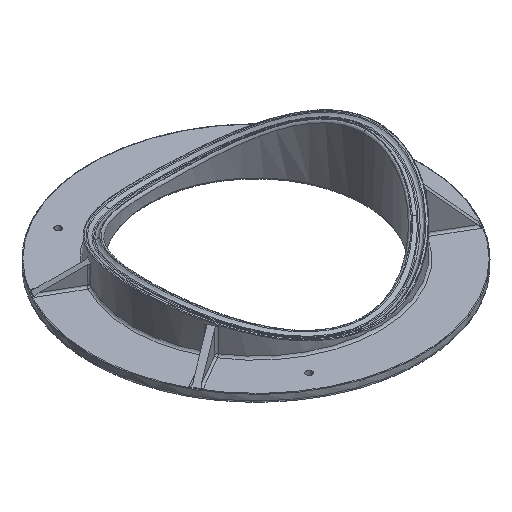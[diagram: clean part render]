
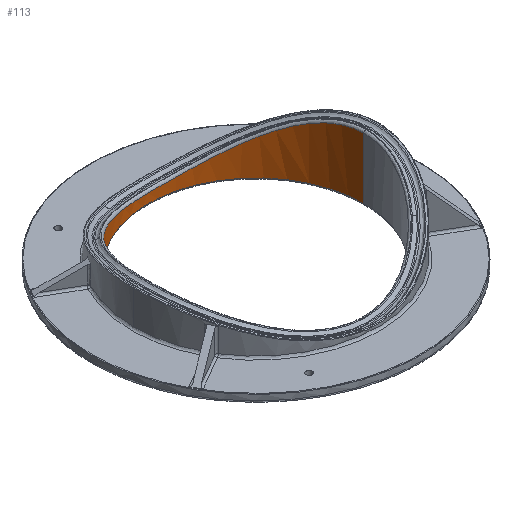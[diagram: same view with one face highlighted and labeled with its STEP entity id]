
A CAD part, isometric view. The second image highlights one B-rep face of the part: STEP entity #113.
In plain terms, the highlighted free-form (B-spline) face has degree [1, 2] with [2, 5] control points.
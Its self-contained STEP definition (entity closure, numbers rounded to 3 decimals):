
#113=ADVANCED_FACE('',(#211),#1539,.T.);
#211=FACE_OUTER_BOUND('',#313,.T.);
#313=EDGE_LOOP('',(#713,#714,#715,#716,#717));
#713=ORIENTED_EDGE('',*,*,#906,.F.);
#714=ORIENTED_EDGE('',*,*,#1020,.T.);
#715=ORIENTED_EDGE('',*,*,#911,.F.);
#716=ORIENTED_EDGE('',*,*,#915,.F.);
#717=ORIENTED_EDGE('',*,*,#1062,.F.);
#906=EDGE_CURVE('',#1367,#1368,#1129,.T.);
#911=EDGE_CURVE('',#1371,#1372,#1234,.T.);
#915=EDGE_CURVE('',#1370,#1371,#1236,.T.);
#1020=EDGE_CURVE('',#1367,#1372,#1288,.T.);
#1062=EDGE_CURVE('',#1368,#1370,#1305,.T.);
#1129=(
BOUNDED_CURVE()
B_SPLINE_CURVE(2,(#14033,#14034,#14035,#14036,#14037),.UNSPECIFIED.,.F.,
 .F.)
B_SPLINE_CURVE_WITH_KNOTS((3,2,3),(-327.511,-163.756,
0.),.UNSPECIFIED.)
CURVE()
GEOMETRIC_REPRESENTATION_ITEM()
RATIONAL_B_SPLINE_CURVE((1.,0.707,1.,0.707,1.))
REPRESENTATION_ITEM('')
);
#1234=B_SPLINE_CURVE_WITH_KNOTS('',3,(#14114,#14115,#14116,#14117),
 .UNSPECIFIED.,.F.,.F.,(4,4),(-1.,-1.),
 .UNSPECIFIED.);
#1236=B_SPLINE_CURVE_WITH_KNOTS('',3,(#14158,#14159,#14160,#14161,#14162,
#14163,#14164,#14165,#14166,#14167,#14168,#14169,#14170,#14171,#14172,#14173,
#14174,#14175,#14176,#14177,#14178,#14179,#14180,#14181,#14182,#14183,#14184,
#14185,#14186,#14187,#14188,#14189,#14190,#14191,#14192,#14193,#14194,#14195,
#14196,#14197,#14198,#14199,#14200,#14201,#14202,#14203),.UNSPECIFIED.,
 .F.,.F.,(4,2,2,2,2,2,2,2,2,2,2,2,2,2,2,2,2,2,2,2,2,2,4),(-1.,-0.969,
-0.938,-0.875,-0.813,-0.75,-0.688,-0.625,-0.594,-0.563,-0.531,-0.5,
-0.469,-0.438,-0.375,-0.313,-0.25,-0.188,-0.156,-0.125,-0.063,-0.031,
0.),.UNSPECIFIED.);
#1288=B_SPLINE_CURVE_WITH_KNOTS('',1,(#14481,#14482),.UNSPECIFIED.,.F.,
 .F.,(2,2),(5.948,64.948),.UNSPECIFIED.);
#1305=B_SPLINE_CURVE_WITH_KNOTS('',1,(#14984,#14985),.UNSPECIFIED.,.F.,
 .F.,(2,2),(5.948,44.948),.UNSPECIFIED.);
#1367=VERTEX_POINT('',#11882);
#1368=VERTEX_POINT('',#11883);
#1370=VERTEX_POINT('',#11885);
#1371=VERTEX_POINT('',#11886);
#1372=VERTEX_POINT('',#11887);
#1539=(
BOUNDED_SURFACE()
B_SPLINE_SURFACE(1,2,((#8675,#8676,#8677,#8678,#8679),(#8680,#8681,#8682,
#8683,#8684)),.UNSPECIFIED.,.F.,.F.,.F.)
B_SPLINE_SURFACE_WITH_KNOTS((2,2),(3,2,3),(0.,70.896),(0.,163.756,
327.511),.UNSPECIFIED.)
GEOMETRIC_REPRESENTATION_ITEM()
RATIONAL_B_SPLINE_SURFACE(((1.,0.707,1.,0.707,1.),
(1.,0.707,1.,0.707,1.)))
REPRESENTATION_ITEM('')
SURFACE()
);
#8675=CARTESIAN_POINT('',(541.248,698.655,8.052));
#8676=CARTESIAN_POINT('',(541.248,802.905,8.052));
#8677=CARTESIAN_POINT('',(436.998,802.905,8.052));
#8678=CARTESIAN_POINT('',(332.748,802.905,8.052));
#8679=CARTESIAN_POINT('',(332.748,698.655,8.052));
#8680=CARTESIAN_POINT('',(541.248,698.655,78.948));
#8681=CARTESIAN_POINT('',(541.248,802.905,78.948));
#8682=CARTESIAN_POINT('',(436.998,802.905,78.948));
#8683=CARTESIAN_POINT('',(332.748,802.905,78.948));
#8684=CARTESIAN_POINT('',(332.748,698.655,78.948));
#11882=CARTESIAN_POINT('',(541.248,698.655,14.));
#11883=CARTESIAN_POINT('',(332.748,698.655,14.));
#11885=CARTESIAN_POINT('',(332.748,698.655,53.));
#11886=CARTESIAN_POINT('',(541.248,698.672,73.));
#11887=CARTESIAN_POINT('',(541.248,698.655,73.));
#14033=CARTESIAN_POINT('',(541.248,698.655,14.));
#14034=CARTESIAN_POINT('',(541.248,802.905,14.));
#14035=CARTESIAN_POINT('',(436.998,802.905,14.));
#14036=CARTESIAN_POINT('',(332.748,802.905,14.));
#14037=CARTESIAN_POINT('',(332.748,698.655,14.));
#14114=CARTESIAN_POINT('',(541.248,698.672,73.));
#14115=CARTESIAN_POINT('',(541.248,698.666,73.));
#14116=CARTESIAN_POINT('',(541.248,698.66,73.));
#14117=CARTESIAN_POINT('',(541.248,698.655,73.));
#14158=CARTESIAN_POINT('',(332.748,698.655,53.));
#14159=CARTESIAN_POINT('',(332.748,702.215,53.));
#14160=CARTESIAN_POINT('',(332.93,705.758,52.894));
#14161=CARTESIAN_POINT('',(333.653,712.809,52.477));
#14162=CARTESIAN_POINT('',(334.197,716.326,52.163));
#14163=CARTESIAN_POINT('',(336.326,726.622,50.951));
#14164=CARTESIAN_POINT('',(338.403,733.217,49.781));
#14165=CARTESIAN_POINT('',(343.82,745.913,46.892));
#14166=CARTESIAN_POINT('',(347.172,752.006,45.171));
#14167=CARTESIAN_POINT('',(354.938,763.317,41.475));
#14168=CARTESIAN_POINT('',(359.373,768.577,39.491));
#14169=CARTESIAN_POINT('',(369.176,778.122,35.549));
#14170=CARTESIAN_POINT('',(374.548,782.407,33.595));
#14171=CARTESIAN_POINT('',(385.985,789.825,30.036));
#14172=CARTESIAN_POINT('',(392.099,792.999,28.414));
#14173=CARTESIAN_POINT('',(401.829,796.855,26.368));
#14174=CARTESIAN_POINT('',(405.124,797.973,25.758));
#14175=CARTESIAN_POINT('',(411.826,799.88,24.696));
#14176=CARTESIAN_POINT('',(415.231,800.668,24.244));
#14177=CARTESIAN_POINT('',(422.158,801.903,23.526));
#14178=CARTESIAN_POINT('',(425.698,802.35,23.26));
#14179=CARTESIAN_POINT('',(432.733,802.877,22.972));
#14180=CARTESIAN_POINT('',(436.242,802.961,22.947));
#14181=CARTESIAN_POINT('',(443.243,802.776,23.175));
#14182=CARTESIAN_POINT('',(446.735,802.508,23.428));
#14183=CARTESIAN_POINT('',(453.7,801.618,24.246));
#14184=CARTESIAN_POINT('',(457.186,800.99,24.816));
#14185=CARTESIAN_POINT('',(467.289,798.646,26.937));
#14186=CARTESIAN_POINT('',(473.664,796.471,28.905));
#14187=CARTESIAN_POINT('',(485.82,791.007,33.644));
#14188=CARTESIAN_POINT('',(491.562,787.722,36.401));
#14189=CARTESIAN_POINT('',(502.194,780.261,42.23));
#14190=CARTESIAN_POINT('',(507.115,776.07,45.318));
#14191=CARTESIAN_POINT('',(516.1,766.863,51.48));
#14192=CARTESIAN_POINT('',(520.149,761.864,54.545));
#14193=CARTESIAN_POINT('',(525.506,753.835,58.848));
#14194=CARTESIAN_POINT('',(527.176,751.064,60.238));
#14195=CARTESIAN_POINT('',(530.282,745.312,62.889));
#14196=CARTESIAN_POINT('',(531.718,742.332,64.152));
#14197=CARTESIAN_POINT('',(535.65,733.024,67.674));
#14198=CARTESIAN_POINT('',(537.692,726.531,69.587));
#14199=CARTESIAN_POINT('',(539.797,716.332,71.563));
#14200=CARTESIAN_POINT('',(540.341,712.832,72.075));
#14201=CARTESIAN_POINT('',(541.064,705.786,72.776));
#14202=CARTESIAN_POINT('',(541.248,702.241,72.966));
#14203=CARTESIAN_POINT('',(541.248,698.672,73.));
#14481=CARTESIAN_POINT('',(541.248,698.655,14.));
#14482=CARTESIAN_POINT('',(541.248,698.655,73.));
#14984=CARTESIAN_POINT('',(332.748,698.655,14.));
#14985=CARTESIAN_POINT('',(332.748,698.655,53.));
